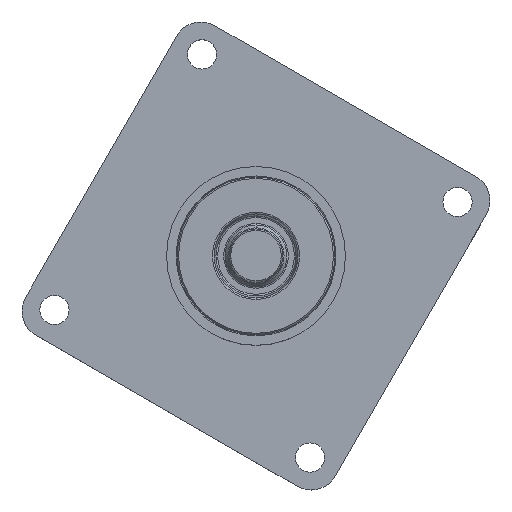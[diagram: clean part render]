
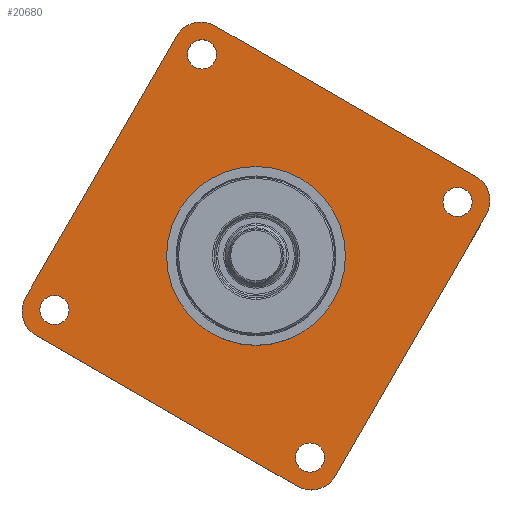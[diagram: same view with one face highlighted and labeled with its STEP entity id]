
A CAD part, top view. The second image highlights one B-rep face of the part: STEP entity #20680.
In plain terms, the highlighted planar face has unit normal (0, 0, 1).
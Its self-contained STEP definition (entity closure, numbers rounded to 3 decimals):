
#11=CARTESIAN_POINT('',(0.,0.,22.5));
#12=DIRECTION('',(0.,0.,-1.));
#13=DIRECTION('',(0.,1.,0.));
#14=AXIS2_PLACEMENT_3D('',#11,#12,#13);
#20=CARTESIAN_POINT('',(0.,0.,22.5));
#21=DIRECTION('',(0.,0.,1.));
#22=DIRECTION('',(0.,1.,0.));
#23=AXIS2_PLACEMENT_3D('',#20,#21,#22);
#29=DIRECTION('',(0.5,0.866,0.));
#30=VECTOR('',#29,53.5);
#31=CARTESIAN_POINT('',(-40.871,-7.291,22.5));
#32=LINE('',#31,#30);
#33=CARTESIAN_POINT('',(-9.791,36.541,22.5));
#34=DIRECTION('',(0.,0.,1.));
#35=DIRECTION('',(0.5,0.866,0.));
#36=AXIS2_PLACEMENT_3D('',#33,#34,#35);
#38=DIRECTION('',(0.866,-0.5,0.));
#39=VECTOR('',#38,53.5);
#40=CARTESIAN_POINT('',(-7.291,40.871,22.5));
#41=LINE('',#40,#39);
#42=CARTESIAN_POINT('',(36.541,9.791,22.5));
#43=DIRECTION('',(0.,0.,1.));
#44=DIRECTION('',(0.866,-0.5,0.));
#45=AXIS2_PLACEMENT_3D('',#42,#43,#44);
#47=DIRECTION('',(-0.5,-0.866,0.));
#48=VECTOR('',#47,53.5);
#49=CARTESIAN_POINT('',(40.871,7.291,22.5));
#50=LINE('',#49,#48);
#51=CARTESIAN_POINT('',(9.791,-36.541,22.5));
#52=DIRECTION('',(0.,0.,1.));
#53=DIRECTION('',(-0.5,-0.866,0.));
#54=AXIS2_PLACEMENT_3D('',#51,#52,#53);
#56=DIRECTION('',(-0.866,0.5,0.));
#57=VECTOR('',#56,53.5);
#58=CARTESIAN_POINT('',(7.291,-40.871,22.5));
#59=LINE('',#58,#57);
#60=CARTESIAN_POINT('',(-36.541,-9.791,22.5));
#61=DIRECTION('',(0.,0.,1.));
#62=DIRECTION('',(-0.866,0.5,0.));
#63=AXIS2_PLACEMENT_3D('',#60,#61,#62);
#65=CARTESIAN_POINT('',(9.59,-35.79,22.5));
#66=DIRECTION('',(0.,0.,-1.));
#67=DIRECTION('',(0.,-1.,0.));
#68=AXIS2_PLACEMENT_3D('',#65,#66,#67);
#70=CARTESIAN_POINT('',(9.59,-35.79,22.5));
#71=DIRECTION('',(0.,0.,-1.));
#72=DIRECTION('',(0.,1.,0.));
#73=AXIS2_PLACEMENT_3D('',#70,#71,#72);
#75=CARTESIAN_POINT('',(-35.79,-9.59,22.5));
#76=DIRECTION('',(0.,0.,-1.));
#77=DIRECTION('',(0.,-1.,0.));
#78=AXIS2_PLACEMENT_3D('',#75,#76,#77);
#80=CARTESIAN_POINT('',(-35.79,-9.59,22.5));
#81=DIRECTION('',(0.,0.,-1.));
#82=DIRECTION('',(0.,1.,0.));
#83=AXIS2_PLACEMENT_3D('',#80,#81,#82);
#85=CARTESIAN_POINT('',(35.79,9.59,22.5));
#86=DIRECTION('',(0.,0.,-1.));
#87=DIRECTION('',(0.,-1.,0.));
#88=AXIS2_PLACEMENT_3D('',#85,#86,#87);
#90=CARTESIAN_POINT('',(35.79,9.59,22.5));
#91=DIRECTION('',(0.,0.,-1.));
#92=DIRECTION('',(0.,1.,0.));
#93=AXIS2_PLACEMENT_3D('',#90,#91,#92);
#95=CARTESIAN_POINT('',(-9.59,35.79,22.5));
#96=DIRECTION('',(0.,0.,-1.));
#97=DIRECTION('',(0.,-1.,0.));
#98=AXIS2_PLACEMENT_3D('',#95,#96,#97);
#100=CARTESIAN_POINT('',(-9.59,35.79,22.5));
#101=DIRECTION('',(0.,0.,-1.));
#102=DIRECTION('',(0.,1.,0.));
#103=AXIS2_PLACEMENT_3D('',#100,#101,#102);
#17122=CARTESIAN_POINT('',(-40.871,-7.291,22.5));
#17124=VERTEX_POINT('',#17122);
#17126=CARTESIAN_POINT('',(-14.121,39.041,22.5));
#17128=VERTEX_POINT('',#17126);
#17130=CARTESIAN_POINT('',(-7.291,40.871,22.5));
#17132=VERTEX_POINT('',#17130);
#17134=CARTESIAN_POINT('',(39.041,14.121,22.5));
#17136=VERTEX_POINT('',#17134);
#17138=CARTESIAN_POINT('',(40.871,7.291,22.5));
#17140=VERTEX_POINT('',#17138);
#17142=CARTESIAN_POINT('',(14.121,-39.041,22.5));
#17144=VERTEX_POINT('',#17142);
#17146=CARTESIAN_POINT('',(7.291,-40.871,22.5));
#17148=VERTEX_POINT('',#17146);
#17150=CARTESIAN_POINT('',(-39.041,-14.121,22.5));
#17152=VERTEX_POINT('',#17150);
#17154=CARTESIAN_POINT('',(0.,15.875,22.5));
#17155=CARTESIAN_POINT('',(0.,-15.875,22.5));
#17156=VERTEX_POINT('',#17154);
#17157=VERTEX_POINT('',#17155);
#17162=CARTESIAN_POINT('',(-9.59,33.19,22.5));
#17163=CARTESIAN_POINT('',(-9.59,38.39,22.5));
#17164=VERTEX_POINT('',#17162);
#17165=VERTEX_POINT('',#17163);
#17170=CARTESIAN_POINT('',(35.79,6.99,22.5));
#17171=CARTESIAN_POINT('',(35.79,12.19,22.5));
#17172=VERTEX_POINT('',#17170);
#17173=VERTEX_POINT('',#17171);
#17178=CARTESIAN_POINT('',(-35.79,-12.19,22.5));
#17179=CARTESIAN_POINT('',(-35.79,-6.99,22.5));
#17180=VERTEX_POINT('',#17178);
#17181=VERTEX_POINT('',#17179);
#17186=CARTESIAN_POINT('',(9.59,-38.39,22.5));
#17187=CARTESIAN_POINT('',(9.59,-33.19,22.5));
#17188=VERTEX_POINT('',#17186);
#17189=VERTEX_POINT('',#17187);
#20629=CARTESIAN_POINT('',(0.,0.,22.5));
#20630=DIRECTION('',(0.,0.,-1.));
#20631=DIRECTION('',(0.,1.,0.));
#20632=AXIS2_PLACEMENT_3D('',#20629,#20630,#20631);
#20633=PLANE('',#20632);
#20635=ORIENTED_EDGE('',*,*,#20634,.T.);
#20637=ORIENTED_EDGE('',*,*,#20636,.F.);
#20639=ORIENTED_EDGE('',*,*,#20638,.T.);
#20641=ORIENTED_EDGE('',*,*,#20640,.F.);
#20643=ORIENTED_EDGE('',*,*,#20642,.T.);
#20645=ORIENTED_EDGE('',*,*,#20644,.F.);
#20647=ORIENTED_EDGE('',*,*,#20646,.T.);
#20649=ORIENTED_EDGE('',*,*,#20648,.F.);
#20650=EDGE_LOOP('',(#20635,#20637,#20639,#20641,#20643,#20645,#20647,#20649));
#20651=FACE_OUTER_BOUND('',#20650,.F.);
#20653=ORIENTED_EDGE('',*,*,#20652,.F.);
#20655=ORIENTED_EDGE('',*,*,#20654,.F.);
#20656=EDGE_LOOP('',(#20653,#20655));
#20657=FACE_BOUND('',#20656,.F.);
#20659=ORIENTED_EDGE('',*,*,#20658,.F.);
#20661=ORIENTED_EDGE('',*,*,#20660,.F.);
#20662=EDGE_LOOP('',(#20659,#20661));
#20663=FACE_BOUND('',#20662,.F.);
#20665=ORIENTED_EDGE('',*,*,#20664,.F.);
#20667=ORIENTED_EDGE('',*,*,#20666,.F.);
#20668=EDGE_LOOP('',(#20665,#20667));
#20669=FACE_BOUND('',#20668,.F.);
#20670=ORIENTED_EDGE('',*,*,#20623,.T.);
#20671=ORIENTED_EDGE('',*,*,#20609,.F.);
#20672=EDGE_LOOP('',(#20670,#20671));
#20673=FACE_BOUND('',#20672,.F.);
#20675=ORIENTED_EDGE('',*,*,#20674,.F.);
#20677=ORIENTED_EDGE('',*,*,#20676,.F.);
#20678=EDGE_LOOP('',(#20675,#20677));
#20679=FACE_BOUND('',#20678,.F.);
#15=CIRCLE('',#14,15.875);
#24=CIRCLE('',#23,15.875);
#37=CIRCLE('',#36,5.);
#46=CIRCLE('',#45,5.);
#55=CIRCLE('',#54,5.);
#64=CIRCLE('',#63,5.);
#69=CIRCLE('',#68,2.6);
#74=CIRCLE('',#73,2.6);
#79=CIRCLE('',#78,2.6);
#84=CIRCLE('',#83,2.6);
#89=CIRCLE('',#88,2.6);
#94=CIRCLE('',#93,2.6);
#99=CIRCLE('',#98,2.6);
#104=CIRCLE('',#103,2.6);
#20609=EDGE_CURVE('',#17156,#17157,#15,.T.);
#20623=EDGE_CURVE('',#17156,#17157,#24,.T.);
#20634=EDGE_CURVE('',#17124,#17128,#32,.T.);
#20636=EDGE_CURVE('',#17132,#17128,#37,.T.);
#20638=EDGE_CURVE('',#17132,#17136,#41,.T.);
#20640=EDGE_CURVE('',#17140,#17136,#46,.T.);
#20642=EDGE_CURVE('',#17140,#17144,#50,.T.);
#20644=EDGE_CURVE('',#17148,#17144,#55,.T.);
#20646=EDGE_CURVE('',#17148,#17152,#59,.T.);
#20648=EDGE_CURVE('',#17124,#17152,#64,.T.);
#20652=EDGE_CURVE('',#17188,#17189,#69,.T.);
#20654=EDGE_CURVE('',#17189,#17188,#74,.T.);
#20658=EDGE_CURVE('',#17180,#17181,#79,.T.);
#20660=EDGE_CURVE('',#17181,#17180,#84,.T.);
#20664=EDGE_CURVE('',#17172,#17173,#89,.T.);
#20666=EDGE_CURVE('',#17173,#17172,#94,.T.);
#20674=EDGE_CURVE('',#17164,#17165,#99,.T.);
#20676=EDGE_CURVE('',#17165,#17164,#104,.T.);
#20680=ADVANCED_FACE('',(#20651,#20657,#20663,#20669,#20673,#20679),#20633,.F.);
